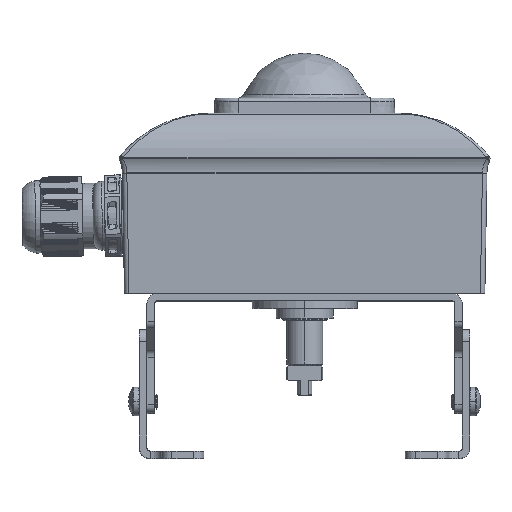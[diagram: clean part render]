
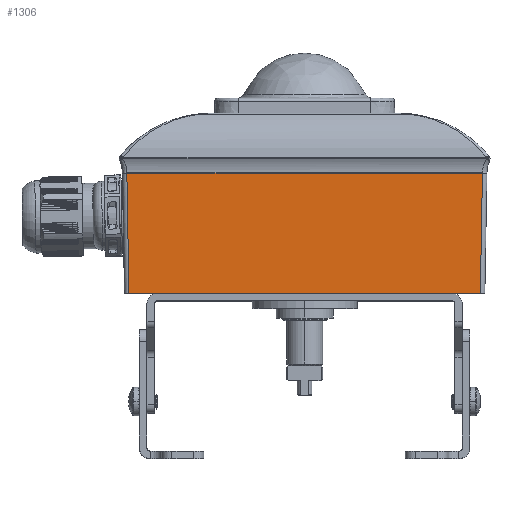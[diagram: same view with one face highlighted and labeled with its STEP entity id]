
A CAD part, top view. The second image highlights one B-rep face of the part: STEP entity #1306.
In plain terms, the highlighted planar face has unit normal (0, -0.018, 1).
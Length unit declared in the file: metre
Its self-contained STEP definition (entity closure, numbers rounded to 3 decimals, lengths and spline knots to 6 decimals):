
#1306 = ADVANCED_FACE ( 'NONE', ( #6108 ), #15958, .T. ) ;
#1738 = CARTESIAN_POINT ( 'NONE',  ( -0.120802, 0.115, 0.038198 ) ) ;
#3805 = VERTEX_POINT ( 'NONE', #11680 ) ;
#6108 = FACE_OUTER_BOUND ( 'NONE', #21789, .T. ) ;
#7742 = ORIENTED_EDGE ( 'NONE', *, *, #27950, .F. ) ;
#9961 = LINE ( 'NONE', #33965, #20996 ) ;
#11680 = CARTESIAN_POINT ( 'NONE',  ( -0.239199, 0.115, 0.038198 ) ) ;
#11787 = DIRECTION ( 'NONE',  ( 0.017, 1., 0.017 ) ) ;
#12404 = VERTEX_POINT ( 'NONE', #1738 ) ;
#12568 = EDGE_CURVE ( 'NONE', #36314, #3805, #9961, .T. ) ;
#12848 = VERTEX_POINT ( 'NONE', #26427 ) ;
#13054 = DIRECTION ( 'NONE',  ( 0., -1., -0.017 ) ) ;
#13896 = VECTOR ( 'NONE', #20378, 1. ) ;
#14098 = LINE ( 'NONE', #41184, #19631 ) ;
#14395 = AXIS2_PLACEMENT_3D ( 'NONE', #23150, #19361, #13054 ) ;
#15958 = PLANE ( 'NONE',  #14395 ) ;
#17937 = EDGE_CURVE ( 'NONE', #12848, #12404, #22303, .T. ) ;
#18495 = VECTOR ( 'NONE', #11787, 1. ) ;
#19361 = DIRECTION ( 'NONE',  ( 0., -0.017, 1. ) ) ;
#19631 = VECTOR ( 'NONE', #37862, 1. ) ;
#20378 = DIRECTION ( 'NONE',  ( -1., 0., 0. ) ) ;
#20996 = VECTOR ( 'NONE', #43584, 1. ) ;
#21789 = EDGE_LOOP ( 'NONE', ( #41368, #42751, #40069, #7742 ) ) ;
#22303 = LINE ( 'NONE', #42472, #18495 ) ;
#23150 = CARTESIAN_POINT ( 'NONE',  ( -0.277, 0.115, 0.038198 ) ) ;
#23462 = CARTESIAN_POINT ( 'NONE',  ( -0.238501, 0.075, 0.0375 ) ) ;
#26427 = CARTESIAN_POINT ( 'NONE',  ( -0.1215, 0.075, 0.0375 ) ) ;
#27543 = CARTESIAN_POINT ( 'NONE',  ( -0.277, 0.115, 0.038198 ) ) ;
#27922 = EDGE_CURVE ( 'NONE', #12404, #3805, #37408, .T. ) ;
#27950 = EDGE_CURVE ( 'NONE', #12848, #36314, #14098, .T. ) ;
#33965 = CARTESIAN_POINT ( 'NONE',  ( -0.239174, 0.113575, 0.038173 ) ) ;
#36314 = VERTEX_POINT ( 'NONE', #23462 ) ;
#37408 = LINE ( 'NONE', #27543, #13896 ) ;
#37862 = DIRECTION ( 'NONE',  ( -1., 0., 0. ) ) ;
#40069 = ORIENTED_EDGE ( 'NONE', *, *, #12568, .F. ) ;
#41184 = CARTESIAN_POINT ( 'NONE',  ( -0.24, 0.075, 0.0375 ) ) ;
#41368 = ORIENTED_EDGE ( 'NONE', *, *, #17937, .T. ) ;
#42472 = CARTESIAN_POINT ( 'NONE',  ( -0.1215, 0.075, 0.0375 ) ) ;
#42751 = ORIENTED_EDGE ( 'NONE', *, *, #27922, .T. ) ;
#43584 = DIRECTION ( 'NONE',  ( -0.017, 1., 0.017 ) ) ;
